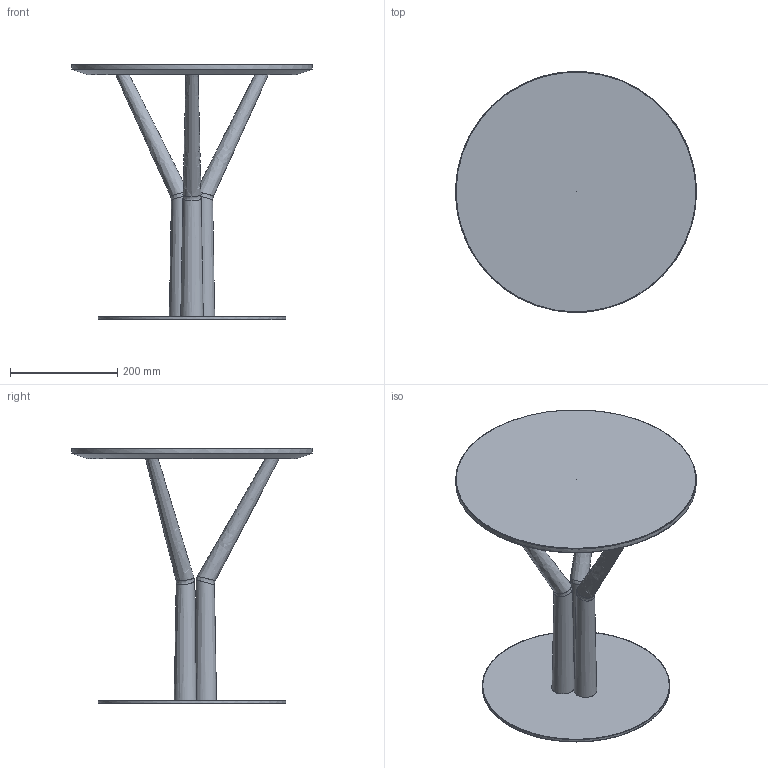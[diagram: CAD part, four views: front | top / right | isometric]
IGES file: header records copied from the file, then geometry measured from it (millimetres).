
Global section: file name: 96HTavolino Gren piano marmo IGES.igs; native system: Rhinoceros ( May 22 2017 ); preprocessor: Trout Lake IGES 012 May 22 2017; date: 180525.153417; units: millimetre
Bounding box: 449.98 x 449.93 x 478 mm (x, y, z)
Surface area: 688463.4 mm2 (no closed solid volume)
Topology: 0 solids, 0 shells, 27 faces, 251 edges, 218 vertices
Faces by surface type: bspline 27
